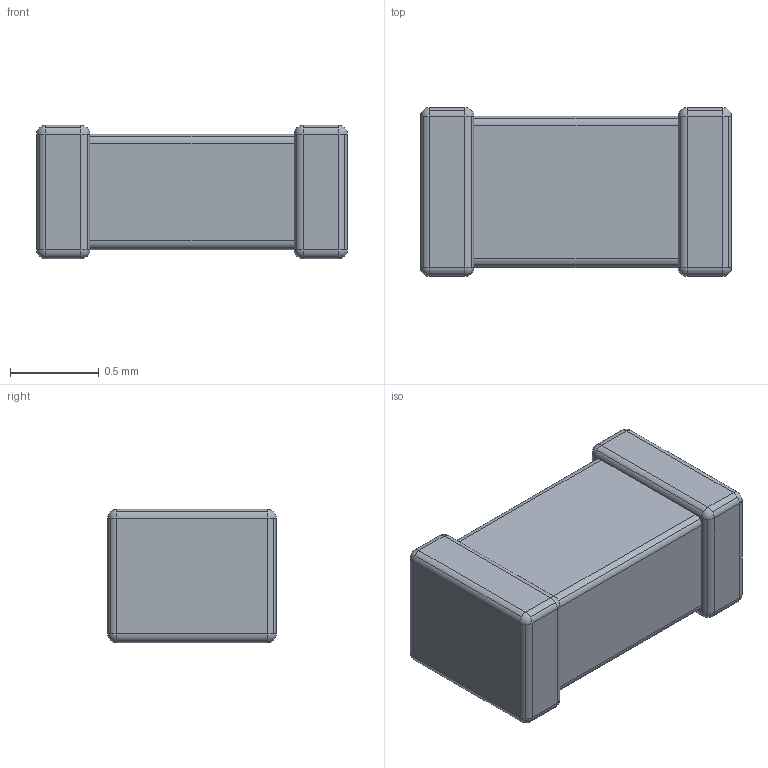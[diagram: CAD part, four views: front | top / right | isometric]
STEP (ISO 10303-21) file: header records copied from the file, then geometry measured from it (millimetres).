
FILE_DESCRIPTION((''),'2;1');
FILE_NAME('INDC1608X75N.stp','2009-07-08T11:10:30',(''),(''),'Mechanical Desktop 2006','Mechanical Desktop 2006',', , ');
FILE_SCHEMA(('AUTOMOTIVE_DESIGN { 1 2 10303 214 0 1 1 1 }'));
Length unit declared in the file: millimetre
Products named in the file (1): Product
Bounding box: 1.75 x 0.95 x 0.75 mm (x, y, z)
Volume: 1.1 mm3; surface area: 9 mm2
Topology: 3 solids, 3 shells, 90 faces, 220 edges, 120 vertices
Faces by surface type: cylinder 56, plane 18, sphere 16
Entity records: 2566 total; most frequent: DIRECTION 498, CARTESIAN_POINT 415, ORIENTED_EDGE 408, EDGE_CURVE 204, AXIS2_PLACEMENT_3D 203, VERTEX_POINT 120, CIRCLE 112, VECTOR 92
